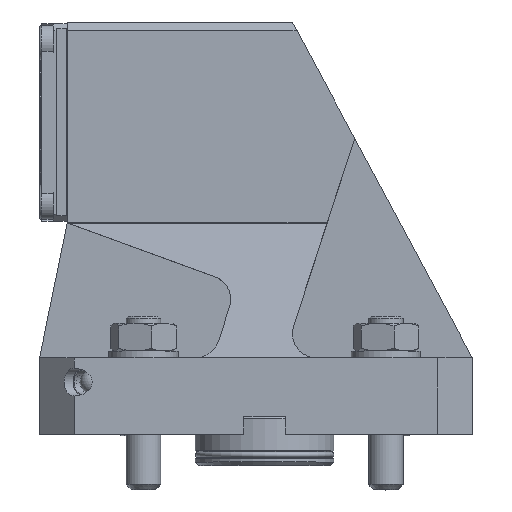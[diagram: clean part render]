
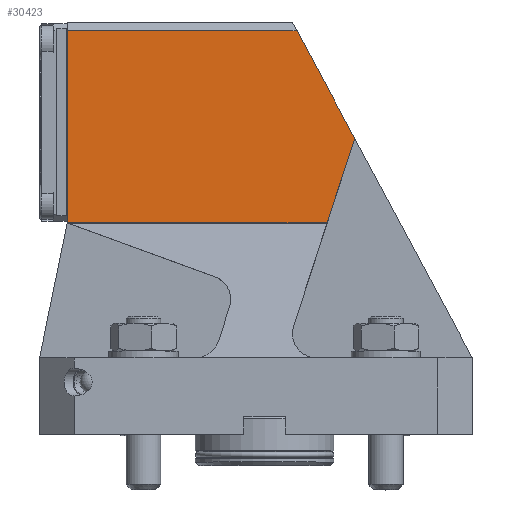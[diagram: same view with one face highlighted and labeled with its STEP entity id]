
A CAD part, top view. The second image highlights one B-rep face of the part: STEP entity #30423.
In plain terms, the highlighted planar face has unit normal (0, 0, 1).
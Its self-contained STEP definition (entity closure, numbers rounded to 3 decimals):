
#519 = CARTESIAN_POINT ( 'NONE',  ( -57., 61., 29. ) ) ;
#626 = LINE ( 'NONE', #26664, #19978 ) ;
#714 = ORIENTED_EDGE ( 'NONE', *, *, #19964, .F. ) ;
#2167 = LINE ( 'NONE', #8008, #23429 ) ;
#2851 = VERTEX_POINT ( 'NONE', #25303 ) ;
#2957 = CARTESIAN_POINT ( 'NONE',  ( 25.983, 85.455, 29. ) ) ;
#3006 = DIRECTION ( 'NONE',  ( 0., 1., 0. ) ) ;
#3596 = LINE ( 'NONE', #13741, #30755 ) ;
#4517 = DIRECTION ( 'NONE',  ( 0.472, -0.881, 0. ) ) ;
#7969 = CARTESIAN_POINT ( 'NONE',  ( -65., 116.5, 29. ) ) ;
#8008 = CARTESIAN_POINT ( 'NONE',  ( 26.419, 86.796, 29. ) ) ;
#10389 = ORIENTED_EDGE ( 'NONE', *, *, #30772, .F. ) ;
#12630 = CARTESIAN_POINT ( 'NONE',  ( -57., 116.5, 29. ) ) ;
#12779 = EDGE_CURVE ( 'NONE', #21536, #19448, #2167, .T. ) ;
#13021 = FACE_OUTER_BOUND ( 'NONE', #28547, .T. ) ;
#13395 = DIRECTION ( 'NONE',  ( 1., 0., 0. ) ) ;
#13741 = CARTESIAN_POINT ( 'NONE',  ( -65., 61., 29. ) ) ;
#15204 = CARTESIAN_POINT ( 'NONE',  ( 18.037, 61., 29. ) ) ;
#15252 = DIRECTION ( 'NONE',  ( 0., 0., -1. ) ) ;
#17188 = EDGE_CURVE ( 'NONE', #31022, #29442, #626, .T. ) ;
#18925 = DIRECTION ( 'NONE',  ( 0., 1., 0. ) ) ;
#19381 = LINE ( 'NONE', #23086, #19761 ) ;
#19448 = VERTEX_POINT ( 'NONE', #2957 ) ;
#19761 = VECTOR ( 'NONE', #13395, 1000. ) ;
#19964 = EDGE_CURVE ( 'NONE', #29442, #2851, #19381, .T. ) ;
#19978 = VECTOR ( 'NONE', #18925, 1000. ) ;
#21536 = VERTEX_POINT ( 'NONE', #15204 ) ;
#23052 = PLANE ( 'NONE',  #28195 ) ;
#23086 = CARTESIAN_POINT ( 'NONE',  ( -65., 116.5, 29. ) ) ;
#23429 = VECTOR ( 'NONE', #27929, 1000. ) ;
#25303 = CARTESIAN_POINT ( 'NONE',  ( 9.34, 116.5, 29. ) ) ;
#26664 = CARTESIAN_POINT ( 'NONE',  ( -57., 119., 29. ) ) ;
#26843 = CARTESIAN_POINT ( 'NONE',  ( 8., 119., 29. ) ) ;
#27572 = VECTOR ( 'NONE', #4517, 1000. ) ;
#27895 = EDGE_CURVE ( 'NONE', #31022, #21536, #3596, .T. ) ;
#27929 = DIRECTION ( 'NONE',  ( 0.309, 0.951, 0. ) ) ;
#28195 = AXIS2_PLACEMENT_3D ( 'NONE', #7969, #15252, #3006 ) ;
#28547 = EDGE_LOOP ( 'NONE', ( #31915, #32501, #10389, #714, #30150 ) ) ;
#29442 = VERTEX_POINT ( 'NONE', #12630 ) ;
#29546 = LINE ( 'NONE', #26843, #27572 ) ;
#30150 = ORIENTED_EDGE ( 'NONE', *, *, #17188, .F. ) ;
#30423 = ADVANCED_FACE ( 'NONE', ( #13021 ), #23052, .F. ) ;
#30755 = VECTOR ( 'NONE', #31118, 1000. ) ;
#30772 = EDGE_CURVE ( 'NONE', #2851, #19448, #29546, .T. ) ;
#31022 = VERTEX_POINT ( 'NONE', #519 ) ;
#31118 = DIRECTION ( 'NONE',  ( 1., 0., 0. ) ) ;
#31915 = ORIENTED_EDGE ( 'NONE', *, *, #27895, .T. ) ;
#32501 = ORIENTED_EDGE ( 'NONE', *, *, #12779, .T. ) ;
